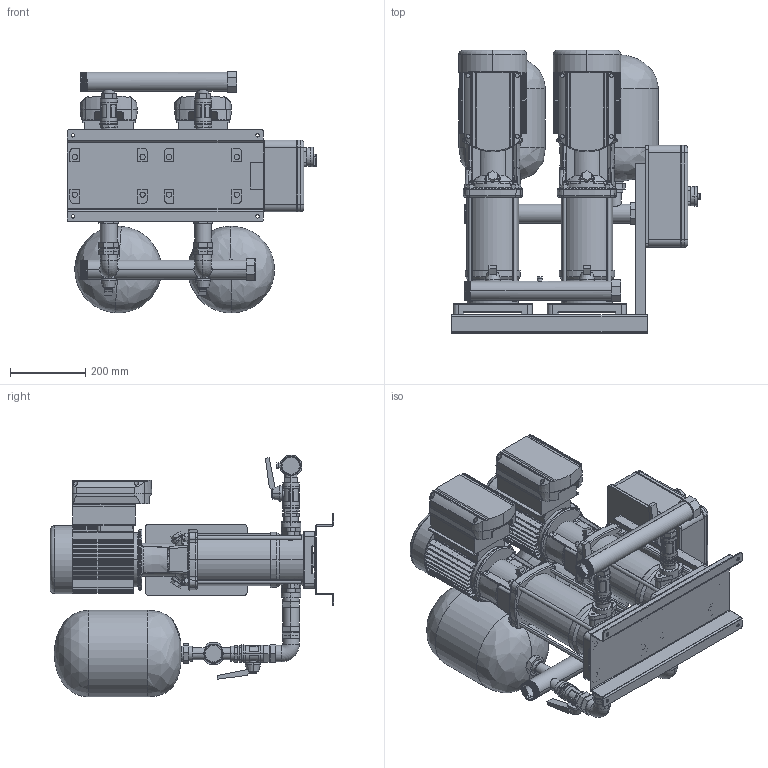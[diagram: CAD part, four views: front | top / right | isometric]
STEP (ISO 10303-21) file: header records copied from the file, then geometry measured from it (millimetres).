
FILE_DESCRIPTION (( 'STEP AP214' ), '1' );
FILE_NAME ('2SBI_5-15_TE_ZB00064971.STEP', '2022-08-31T19:46:27', ( '' ), ( '' ), 'SwSTEP 2.0', 'SolidWorks 2020', '' );
FILE_SCHEMA (( 'AUTOMOTIVE_DESIGN' ));
Length unit declared in the file: millimetre
Products named in the file (1): 2SBI_5-15_TE_ZB00064971
Bounding box: 662 x 753 x 641.92 mm (x, y, z)
Volume: 60338173.9 mm3; surface area: 3887683.4 mm2
Topology: 48 solids, 49 shells, 2834 faces, 7146 edges, 4469 vertices
Faces by surface type: plane 1108, cylinder 987, bspline 408, torus 177, cone 118, sphere 36
Entity records: 161701 total; most frequent: CARTESIAN_POINT 65504, ORIENTED_EDGE 14176, DIRECTION 12366, EDGE_CURVE 7088, AXIS2_PLACEMENT_3D 4577, VERTEX_POINT 4469, LINE 3212, VECTOR 3212
